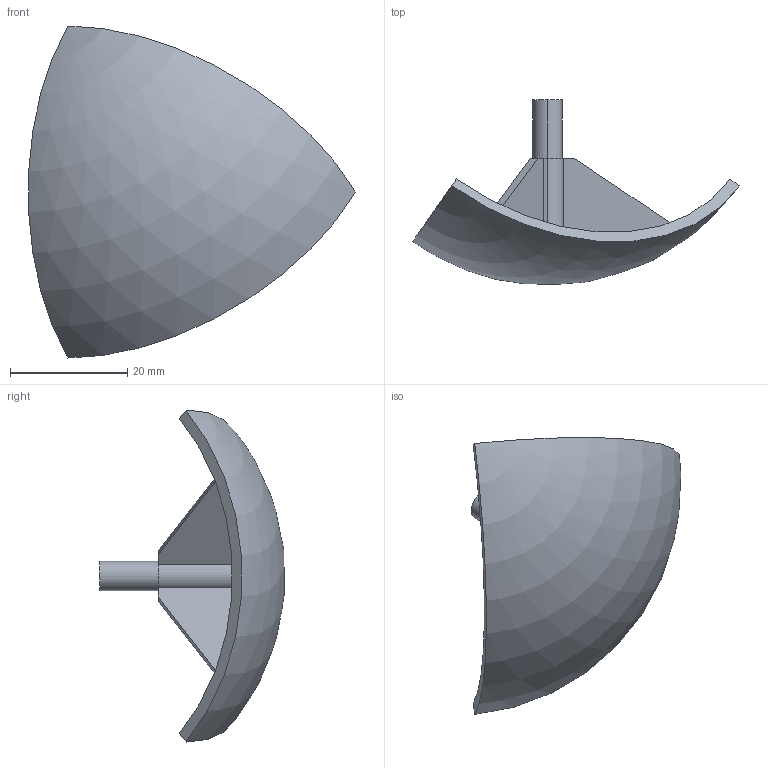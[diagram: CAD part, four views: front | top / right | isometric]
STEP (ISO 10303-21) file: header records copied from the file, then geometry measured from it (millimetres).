
FILE_DESCRIPTION (( 'STEP AP214' ), '1' );
FILE_NAME ('FIXE08E1103-Cache raccord d''angle 8 R40-90°.step', '2023-03-24T10:01:28', ( 'Altae' ), ( '' ), 'SwSTEP 2.0', 'SolidWorks 2021', '' );
FILE_SCHEMA (( 'AUTOMOTIVE_DESIGN' ));
Length unit declared in the file: millimetre
Products named in the file (1): FIXE08E1103-Cache raccord d''angle 8 R40-90°
Bounding box: 55.67 x 31.43 x 56.57 mm (x, y, z)
Volume: 6460.7 mm3; surface area: 6931.8 mm2
Topology: 1 solids, 1 shells, 22 faces, 56 edges, 36 vertices
Faces by surface type: plane 14, cylinder 6, sphere 2
Entity records: 699 total; most frequent: DIRECTION 127, CARTESIAN_POINT 113, ORIENTED_EDGE 108, EDGE_CURVE 54, AXIS2_PLACEMENT_3D 50, VERTEX_POINT 36, VECTOR 27, LINE 27
